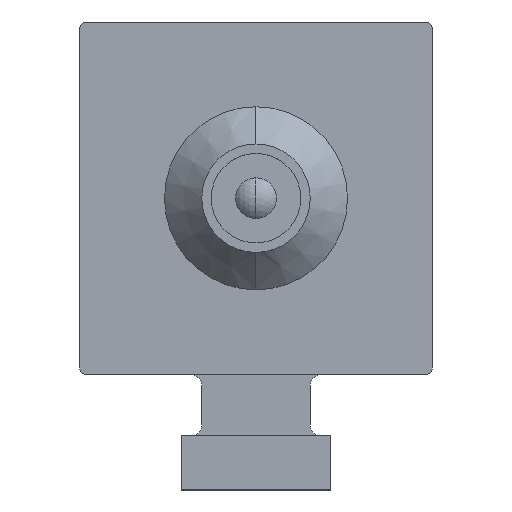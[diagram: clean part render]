
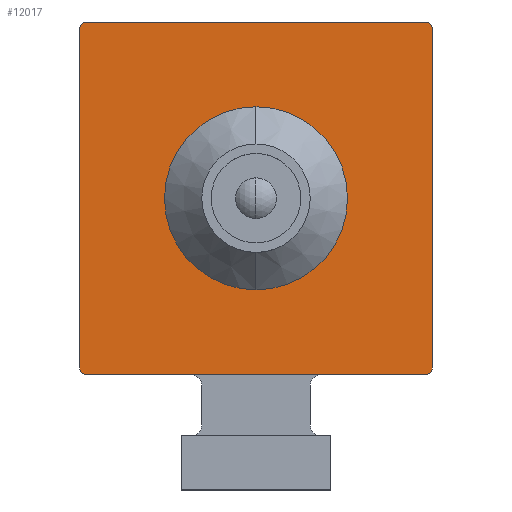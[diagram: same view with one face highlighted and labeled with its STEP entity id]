
A CAD part, top view. The second image highlights one B-rep face of the part: STEP entity #12017.
In plain terms, the highlighted planar face has unit normal (0, 0, 1).
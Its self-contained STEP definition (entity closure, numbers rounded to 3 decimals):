
#1 = DIRECTION ( 'NONE',  ( 0., 0., 1. ) ) ;
#164 = VERTEX_POINT ( 'NONE', #2629 ) ;
#226 = CARTESIAN_POINT ( 'NONE',  ( 13., -12.5, 5.21 ) ) ;
#360 = CIRCLE ( 'NONE', #10015, 6.75 ) ;
#553 = AXIS2_PLACEMENT_3D ( 'NONE', #8222, #1, #9727 ) ;
#595 = EDGE_CURVE ( 'NONE', #4957, #16896, #1944, .T. ) ;
#693 = CARTESIAN_POINT ( 'NONE',  ( -12.5, 12.5, 5.21 ) ) ;
#1292 = EDGE_CURVE ( 'NONE', #17459, #4168, #5882, .T. ) ;
#1680 = ORIENTED_EDGE ( 'NONE', *, *, #16101, .F. ) ;
#1893 = CARTESIAN_POINT ( 'NONE',  ( -13., -12.5, 5.21 ) ) ;
#1944 = CIRCLE ( 'NONE', #553, 0.5 ) ;
#1981 = EDGE_LOOP ( 'NONE', ( #7980, #3747, #10547, #6158, #12857, #9239, #10710, #19640 ) ) ;
#2237 = EDGE_CURVE ( 'NONE', #16753, #19435, #360, .T. ) ;
#2629 = CARTESIAN_POINT ( 'NONE',  ( -12.5, -13., 5.21 ) ) ;
#2799 = EDGE_CURVE ( 'NONE', #13518, #17459, #15528, .T. ) ;
#3405 = AXIS2_PLACEMENT_3D ( 'NONE', #10230, #6598, #7432 ) ;
#3747 = ORIENTED_EDGE ( 'NONE', *, *, #7510, .T. ) ;
#3850 = VECTOR ( 'NONE', #6485, 1000. ) ;
#3921 = VECTOR ( 'NONE', #9309, 1000. ) ;
#3955 = ORIENTED_EDGE ( 'NONE', *, *, #2237, .F. ) ;
#3959 = CARTESIAN_POINT ( 'NONE',  ( -13., 13., 5.21 ) ) ;
#4085 = CIRCLE ( 'NONE', #20984, 0.5 ) ;
#4168 = VERTEX_POINT ( 'NONE', #1893 ) ;
#4180 = VECTOR ( 'NONE', #6403, 1000. ) ;
#4460 = CARTESIAN_POINT ( 'NONE',  ( -13., -13., 5.21 ) ) ;
#4957 = VERTEX_POINT ( 'NONE', #12686 ) ;
#5254 = AXIS2_PLACEMENT_3D ( 'NONE', #12526, #8091, #21261 ) ;
#5882 = LINE ( 'NONE', #4460, #9170 ) ;
#6147 = FACE_BOUND ( 'NONE', #17912, .T. ) ;
#6158 = ORIENTED_EDGE ( 'NONE', *, *, #595, .T. ) ;
#6297 = CARTESIAN_POINT ( 'NONE',  ( -13., -13., 5.21 ) ) ;
#6386 = CARTESIAN_POINT ( 'NONE',  ( 12.5, 12.5, 5.21 ) ) ;
#6403 = DIRECTION ( 'NONE',  ( 0., 1., 0. ) ) ;
#6485 = DIRECTION ( 'NONE',  ( -1., 0., 0. ) ) ;
#6564 = VERTEX_POINT ( 'NONE', #20810 ) ;
#6598 = DIRECTION ( 'NONE',  ( 0., 0., 1. ) ) ;
#6697 = DIRECTION ( 'NONE',  ( -1., 0., 0. ) ) ;
#6893 = AXIS2_PLACEMENT_3D ( 'NONE', #693, #10514, #7505 ) ;
#7193 = CARTESIAN_POINT ( 'NONE',  ( 13., 12.5, 5.21 ) ) ;
#7432 = DIRECTION ( 'NONE',  ( 0., -1., 0. ) ) ;
#7505 = DIRECTION ( 'NONE',  ( -1., 0., 0. ) ) ;
#7510 = EDGE_CURVE ( 'NONE', #4168, #164, #4085, .T. ) ;
#7695 = DIRECTION ( 'NONE',  ( 0., -1., 0. ) ) ;
#7980 = ORIENTED_EDGE ( 'NONE', *, *, #1292, .T. ) ;
#8091 = DIRECTION ( 'NONE',  ( 0., 0., -1. ) ) ;
#8222 = CARTESIAN_POINT ( 'NONE',  ( 12.5, -12.5, 5.21 ) ) ;
#8582 = CARTESIAN_POINT ( 'NONE',  ( -12.5, 13., 5.21 ) ) ;
#9170 = VECTOR ( 'NONE', #7695, 1000. ) ;
#9239 = ORIENTED_EDGE ( 'NONE', *, *, #17204, .T. ) ;
#9309 = DIRECTION ( 'NONE',  ( 1., 0., 0. ) ) ;
#9727 = DIRECTION ( 'NONE',  ( -1., 0., 0. ) ) ;
#9894 = CARTESIAN_POINT ( 'NONE',  ( 0., 6.75, 5.21 ) ) ;
#9912 = DIRECTION ( 'NONE',  ( 0., 0., 1. ) ) ;
#10015 = AXIS2_PLACEMENT_3D ( 'NONE', #12836, #9912, #11315 ) ;
#10230 = CARTESIAN_POINT ( 'NONE',  ( 0., 0., 5.21 ) ) ;
#10514 = DIRECTION ( 'NONE',  ( 0., 0., 1. ) ) ;
#10547 = ORIENTED_EDGE ( 'NONE', *, *, #19633, .T. ) ;
#10710 = ORIENTED_EDGE ( 'NONE', *, *, #14928, .T. ) ;
#11315 = DIRECTION ( 'NONE',  ( 0., -1., 0. ) ) ;
#11828 = LINE ( 'NONE', #3959, #3850 ) ;
#12017 = ADVANCED_FACE ( 'NONE', ( #6147, #16216 ), #14257, .F. ) ;
#12526 = CARTESIAN_POINT ( 'NONE',  ( 0., 0., 5.21 ) ) ;
#12686 = CARTESIAN_POINT ( 'NONE',  ( 12.5, -13., 5.21 ) ) ;
#12836 = CARTESIAN_POINT ( 'NONE',  ( 0., 0., 5.21 ) ) ;
#12857 = ORIENTED_EDGE ( 'NONE', *, *, #14521, .T. ) ;
#13413 = CIRCLE ( 'NONE', #3405, 6.75 ) ;
#13518 = VERTEX_POINT ( 'NONE', #8582 ) ;
#14257 = PLANE ( 'NONE',  #5254 ) ;
#14521 = EDGE_CURVE ( 'NONE', #16896, #14971, #21186, .T. ) ;
#14928 = EDGE_CURVE ( 'NONE', #6564, #13518, #11828, .T. ) ;
#14971 = VERTEX_POINT ( 'NONE', #7193 ) ;
#15014 = DIRECTION ( 'NONE',  ( 0., 0., 1. ) ) ;
#15528 = CIRCLE ( 'NONE', #6893, 0.5 ) ;
#16070 = CARTESIAN_POINT ( 'NONE',  ( -13., 12.5, 5.21 ) ) ;
#16101 = EDGE_CURVE ( 'NONE', #19435, #16753, #13413, .T. ) ;
#16216 = FACE_OUTER_BOUND ( 'NONE', #1981, .T. ) ;
#16363 = CIRCLE ( 'NONE', #18064, 0.5 ) ;
#16753 = VERTEX_POINT ( 'NONE', #21308 ) ;
#16896 = VERTEX_POINT ( 'NONE', #226 ) ;
#17204 = EDGE_CURVE ( 'NONE', #14971, #6564, #16363, .T. ) ;
#17459 = VERTEX_POINT ( 'NONE', #16070 ) ;
#17912 = EDGE_LOOP ( 'NONE', ( #1680, #3955 ) ) ;
#18064 = AXIS2_PLACEMENT_3D ( 'NONE', #6386, #19325, #19656 ) ;
#19325 = DIRECTION ( 'NONE',  ( 0., 0., 1. ) ) ;
#19435 = VERTEX_POINT ( 'NONE', #9894 ) ;
#19633 = EDGE_CURVE ( 'NONE', #164, #4957, #20974, .T. ) ;
#19640 = ORIENTED_EDGE ( 'NONE', *, *, #2799, .T. ) ;
#19656 = DIRECTION ( 'NONE',  ( -1., 0., 0. ) ) ;
#20067 = CARTESIAN_POINT ( 'NONE',  ( -12.5, -12.5, 5.21 ) ) ;
#20810 = CARTESIAN_POINT ( 'NONE',  ( 12.5, 13., 5.21 ) ) ;
#20974 = LINE ( 'NONE', #6297, #3921 ) ;
#20984 = AXIS2_PLACEMENT_3D ( 'NONE', #20067, #15014, #6697 ) ;
#21186 = LINE ( 'NONE', #21297, #4180 ) ;
#21261 = DIRECTION ( 'NONE',  ( -1., 0., 0. ) ) ;
#21297 = CARTESIAN_POINT ( 'NONE',  ( 13., -13., 5.21 ) ) ;
#21308 = CARTESIAN_POINT ( 'NONE',  ( 0., -6.75, 5.21 ) ) ;
